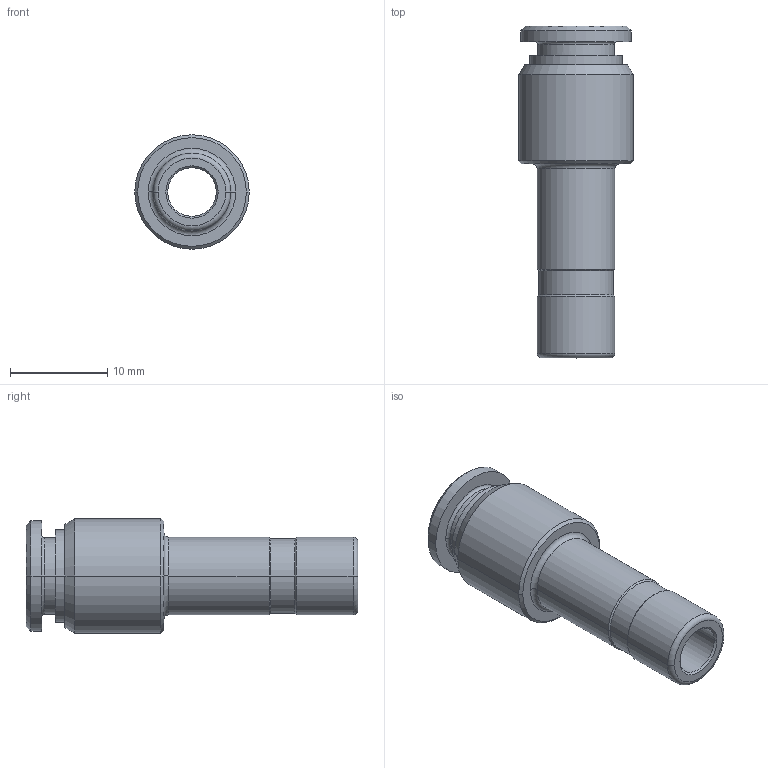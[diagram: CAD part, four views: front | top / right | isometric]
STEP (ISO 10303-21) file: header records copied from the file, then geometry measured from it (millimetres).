
FILE_DESCRIPTION((''),'2;1');
FILE_NAME('mxm.25.06.08',(''),('sopra-pneumatic'),'PRO/ENGINEER BY PARAMETRIC TECHNOLOGY CORPORATION, 2015110','PRO/ENGINEER BY PARAMETRIC TECHNOLOGY CORPORATION, 2015110','');
FILE_SCHEMA(('CONFIG_CONTROL_DESIGN'));
Length unit declared in the file: millimetre
Products named in the file (1): 383653B_947X4-6FF-D8
Bounding box: 11.8 x 34.2 x 11.8 mm (x, y, z)
Volume: 1545.7 mm3; surface area: 1938.3 mm2
Topology: 1 solids, 1 shells, 58 faces, 124 edges, 72 vertices
Faces by surface type: cylinder 22, cone 20, plane 8, torus 8
Entity records: 1634 total; most frequent: DIRECTION 312, CARTESIAN_POINT 278, ORIENTED_EDGE 248, AXIS2_PLACEMENT_3D 134, EDGE_CURVE 124, CIRCLE 76, VERTEX_POINT 72, EDGE_LOOP 68
